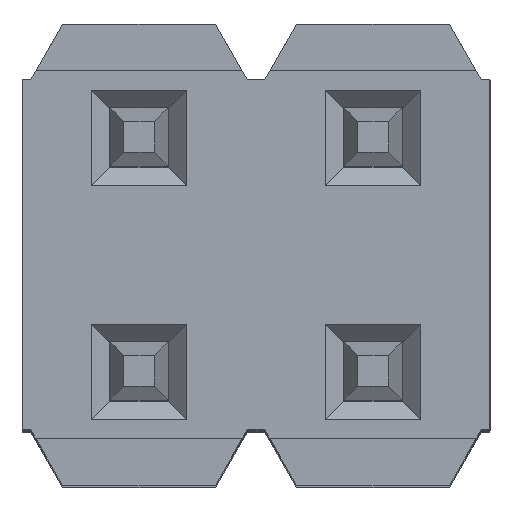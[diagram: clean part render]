
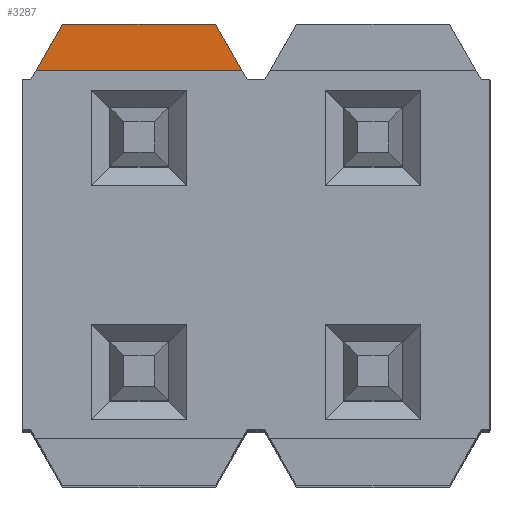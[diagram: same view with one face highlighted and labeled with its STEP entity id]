
A CAD part, top view. The second image highlights one B-rep face of the part: STEP entity #3287.
In plain terms, the highlighted planar face has unit normal (0, 0, 1).
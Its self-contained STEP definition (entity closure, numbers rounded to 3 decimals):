
#171=FACE_OUTER_BOUND('',#367,.T.);
#367=EDGE_LOOP('',(#2691,#2692,#2693,#2694));
#760=LINE('',#5065,#1212);
#761=LINE('',#5067,#1213);
#762=LINE('',#5069,#1214);
#763=LINE('',#5070,#1215);
#1212=VECTOR('',#4167,2.235);
#1213=VECTOR('',#4168,0.577);
#1214=VECTOR('',#4169,1.66);
#1215=VECTOR('',#4170,0.577);
#1535=VERTEX_POINT('',#5063);
#1536=VERTEX_POINT('',#5064);
#1537=VERTEX_POINT('',#5066);
#1538=VERTEX_POINT('',#5068);
#1940=EDGE_CURVE('',#1535,#1536,#760,.T.);
#1941=EDGE_CURVE('',#1536,#1537,#761,.T.);
#1942=EDGE_CURVE('',#1538,#1537,#762,.T.);
#1943=EDGE_CURVE('',#1538,#1535,#763,.T.);
#2691=ORIENTED_EDGE('',*,*,#1940,.T.);
#2692=ORIENTED_EDGE('',*,*,#1941,.T.);
#2693=ORIENTED_EDGE('',*,*,#1942,.F.);
#2694=ORIENTED_EDGE('',*,*,#1943,.T.);
#3099=PLANE('',#3498);
#3287=ADVANCED_FACE('',(#171),#3099,.T.);
#3498=AXIS2_PLACEMENT_3D('',#5062,#4165,#4166);
#4165=DIRECTION('center_axis',(0.,0.,
1.));
#4166=DIRECTION('ref_axis',(1.,0.,0.));
#4167=DIRECTION('',(1.,0.,0.));
#4168=DIRECTION('',(-0.498,0.867,0.));
#4169=DIRECTION('',(1.,0.,0.));
#4170=DIRECTION('',(-0.498,-0.867,0.));
#5062=CARTESIAN_POINT('Origin',(-60.822,33.941,30.657));
#5063=CARTESIAN_POINT('',(-88.609,38.441,30.657));
#5064=CARTESIAN_POINT('',(-86.374,38.441,30.657));
#5065=CARTESIAN_POINT('',(-98.922,38.441,30.657));
#5066=CARTESIAN_POINT('',(-86.662,38.941,30.657));
#5067=CARTESIAN_POINT('',(-86.662,38.941,30.657));
#5068=CARTESIAN_POINT('',(-88.322,38.941,30.657));
#5069=CARTESIAN_POINT('',(-98.922,38.941,30.657));
#5070=CARTESIAN_POINT('',(-88.322,38.941,30.657));
